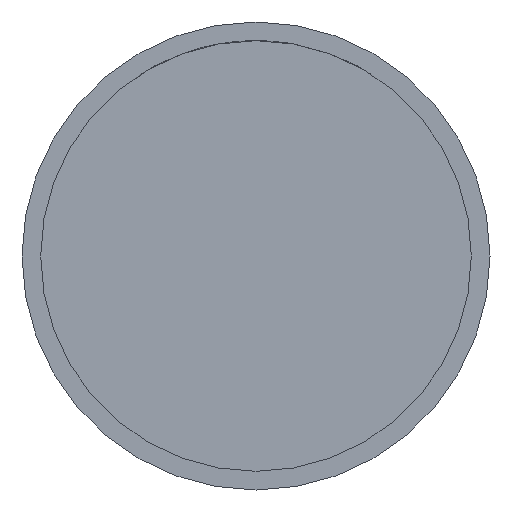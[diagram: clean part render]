
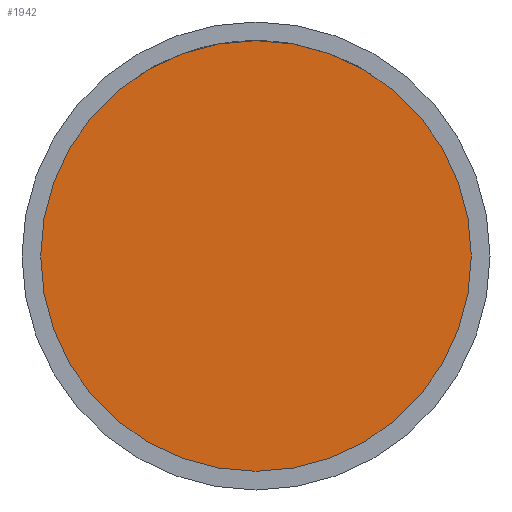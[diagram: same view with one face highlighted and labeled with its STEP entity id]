
A CAD part, front view. The second image highlights one B-rep face of the part: STEP entity #1942.
In plain terms, the highlighted planar face has unit normal (0, -1, 0).
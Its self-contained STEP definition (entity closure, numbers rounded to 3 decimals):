
#178 = AXIS2_PLACEMENT_3D ( 'NONE', #2132, #2377, #669 ) ;
#197 = PLANE ( 'NONE',  #3120 ) ;
#595 = EDGE_CURVE ( 'Defeature ausgef�hrt2_1+Defeature ausgef�hrt2_0+Defeature ausgef�hrt2_0+Defeature ausgef�hrt2_0', #941, #2949, #793, .T. ) ;
#669 = DIRECTION ( 'NONE',  ( 0., 0., -1. ) ) ;
#793 = CIRCLE ( 'NONE', #2251, 1.15 ) ;
#819 = CIRCLE ( 'NONE', #178, 1.15 ) ;
#823 = DIRECTION ( 'NONE',  ( 0., -1., 0. ) ) ;
#841 = CARTESIAN_POINT ( 'NONE',  ( 0., 0., 0. ) ) ;
#941 = VERTEX_POINT ( 'NONE', #2455 ) ;
#1802 = EDGE_CURVE ( 'Defeature ausgef�hrt2_1+Defeature ausgef�hrt2_0+Defeature ausgef�hrt2_0+Defeature ausgef�hrt2_0', #2949, #941, #819, .T. ) ;
#1817 = DIRECTION ( 'NONE',  ( 0., 0., -1. ) ) ;
#1942 = ADVANCED_FACE ( 'Defeature ausgef�hrt2_1', ( #1992 ), #197, .T. ) ;
#1992 = FACE_OUTER_BOUND ( 'NONE', #2144, .T. ) ;
#2132 = CARTESIAN_POINT ( 'NONE',  ( 0., 0., 0. ) ) ;
#2144 = EDGE_LOOP ( 'NONE', ( #2970, #2152 ) ) ;
#2152 = ORIENTED_EDGE ( 'NONE', *, *, #595, .T. ) ;
#2251 = AXIS2_PLACEMENT_3D ( 'NONE', #841, #823, #1817 ) ;
#2377 = DIRECTION ( 'NONE',  ( 0., -1., 0. ) ) ;
#2437 = CARTESIAN_POINT ( 'NONE',  ( 1.03, 0., 0. ) ) ;
#2455 = CARTESIAN_POINT ( 'NONE',  ( 0., 0., 1.15 ) ) ;
#2839 = CARTESIAN_POINT ( 'NONE',  ( 0., 0., -1.15 ) ) ;
#2949 = VERTEX_POINT ( 'NONE', #2839 ) ;
#2970 = ORIENTED_EDGE ( 'NONE', *, *, #1802, .T. ) ;
#3120 = AXIS2_PLACEMENT_3D ( 'NONE', #2437, #3192, #3163 ) ;
#3163 = DIRECTION ( 'NONE',  ( 0., 0., -1. ) ) ;
#3192 = DIRECTION ( 'NONE',  ( 0., -1., 0. ) ) ;
